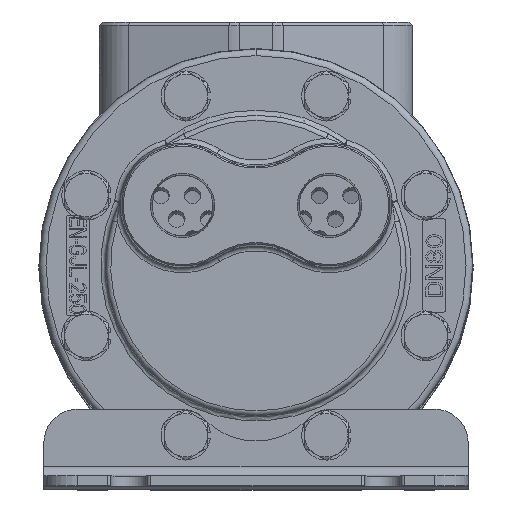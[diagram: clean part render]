
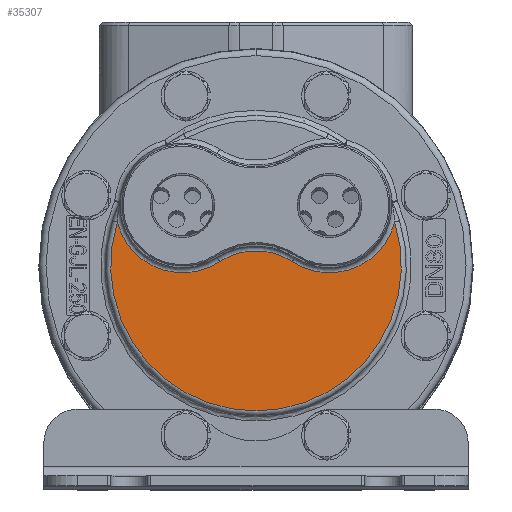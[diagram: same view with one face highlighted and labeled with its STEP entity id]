
A CAD part, top view. The second image highlights one B-rep face of the part: STEP entity #35307.
In plain terms, the highlighted planar face has unit normal (0, 0, 1).
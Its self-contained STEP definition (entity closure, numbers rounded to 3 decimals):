
#27276=CARTESIAN_POINT('',(0.,0.,3.));
#27277=DIRECTION('',(0.,0.,1.));
#27278=DIRECTION('',(-0.954,0.298,0.));
#27279=AXIS2_PLACEMENT_3D('',#27276,#27277,#27278);
#27281=CARTESIAN_POINT('',(-22.,18.,3.));
#27282=DIRECTION('',(0.,0.,1.));
#27283=DIRECTION('',(-0.968,-0.249,0.));
#27284=AXIS2_PLACEMENT_3D('',#27281,#27282,#27283);
#27286=CARTESIAN_POINT('',(0.,-15.407,3.));
#27287=DIRECTION('',(0.,0.,-1.));
#27288=DIRECTION('',(-0.55,0.835,0.));
#27289=AXIS2_PLACEMENT_3D('',#27286,#27287,#27288);
#27291=CARTESIAN_POINT('',(22.,18.,3.));
#27292=DIRECTION('',(0.,0.,1.));
#27293=DIRECTION('',(-0.55,-0.835,0.));
#27294=AXIS2_PLACEMENT_3D('',#27291,#27292,#27293);
#27502=CARTESIAN_POINT('',(41.52,12.973,3.));
#33094=CARTESIAN_POINT('',(-10.914,1.165,3.));
#33095=CARTESIAN_POINT('',(10.914,1.165,3.));
#33096=VERTEX_POINT('',#33094);
#33097=VERTEX_POINT('',#33095);
#33116=VERTEX_POINT('',#27502);
#33118=CARTESIAN_POINT('',(-41.52,12.973,
3.));
#33119=VERTEX_POINT('',#33118);
#35292=CARTESIAN_POINT('',(0.,0.,3.));
#35293=DIRECTION('',(0.,0.,-1.));
#35294=DIRECTION('',(1.,0.,0.));
#35295=AXIS2_PLACEMENT_3D('',#35292,#35293,#35294);
#35296=PLANE('',#35295);
#35298=ORIENTED_EDGE('',*,*,#35297,.F.);
#35300=ORIENTED_EDGE('',*,*,#35299,.T.);
#35302=ORIENTED_EDGE('',*,*,#35301,.T.);
#35304=ORIENTED_EDGE('',*,*,#35303,.T.);
#35305=EDGE_LOOP('',(#35298,#35300,#35302,#35304));
#35306=FACE_OUTER_BOUND('',#35305,.F.);
#35307=ADVANCED_FACE('',(#35306),#35296,.F.);
#27280=CIRCLE('',#27279,43.5);
#27285=CIRCLE('',#27284,20.157);
#27290=CIRCLE('',#27289,19.843);
#27295=CIRCLE('',#27294,20.157);
#35297=EDGE_CURVE('',#33119,#33116,#27280,.T.);
#35299=EDGE_CURVE('',#33119,#33096,#27285,.T.);
#35301=EDGE_CURVE('',#33096,#33097,#27290,.T.);
#35303=EDGE_CURVE('',#33097,#33116,#27295,.T.);
